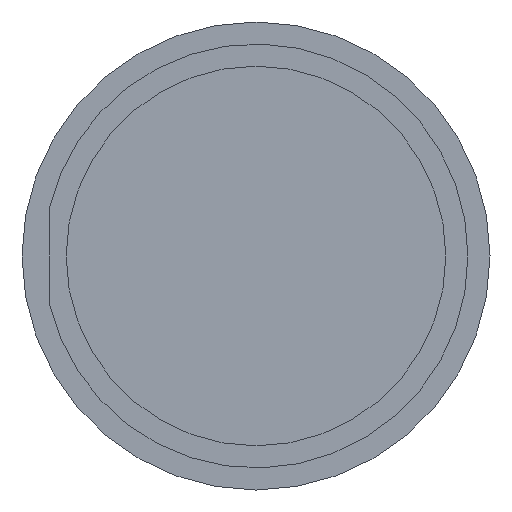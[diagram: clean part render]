
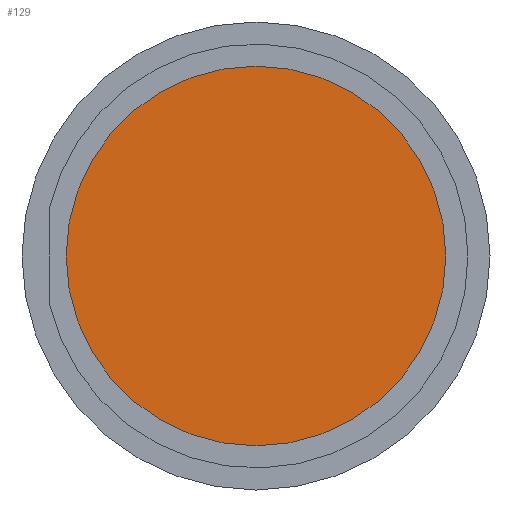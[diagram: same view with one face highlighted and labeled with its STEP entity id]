
A CAD part, front view. The second image highlights one B-rep face of the part: STEP entity #129.
In plain terms, the highlighted planar face has unit normal (0, -1, 0).
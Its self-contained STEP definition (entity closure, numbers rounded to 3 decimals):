
#26=CIRCLE('',#170,17.2);
#37=FACE_OUTER_BOUND('',#48,.T.);
#48=EDGE_LOOP('',(#112));
#71=VERTEX_POINT('',#247);
#85=EDGE_CURVE('',#71,#71,#26,.T.);
#112=ORIENTED_EDGE('',*,*,#85,.T.);
#121=PLANE('',#169);
#129=ADVANCED_FACE('',(#37),#121,.F.);
#169=AXIS2_PLACEMENT_3D('',#246,#209,#210);
#170=AXIS2_PLACEMENT_3D('',#248,#211,#212);
#209=DIRECTION('center_axis',(0.,1.,0.));
#210=DIRECTION('ref_axis',(0.,0.,1.));
#211=DIRECTION('center_axis',(0.,-1.,0.));
#212=DIRECTION('ref_axis',(1.,0.,0.));
#246=CARTESIAN_POINT('Origin',(0.,15.,0.));
#247=CARTESIAN_POINT('',(-17.2,15.,0.));
#248=CARTESIAN_POINT('Origin',(0.,15.,0.));
